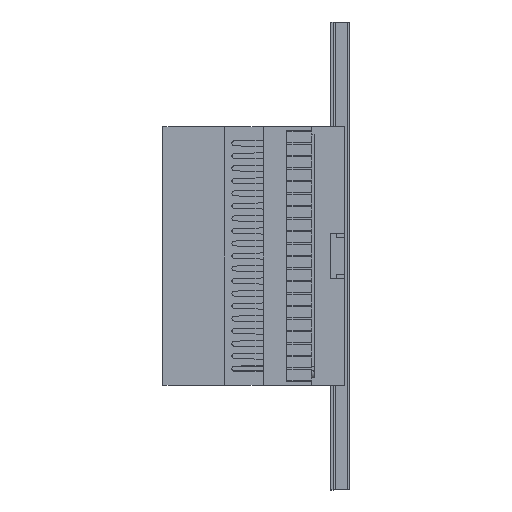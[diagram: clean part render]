
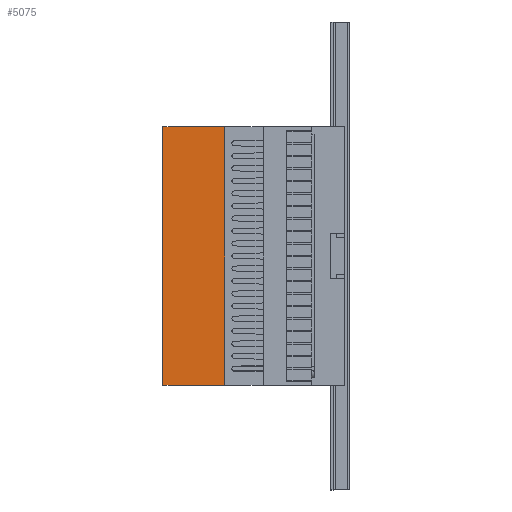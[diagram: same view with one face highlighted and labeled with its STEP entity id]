
A CAD part, left-side view. The second image highlights one B-rep face of the part: STEP entity #5075.
In plain terms, the highlighted face is planar.
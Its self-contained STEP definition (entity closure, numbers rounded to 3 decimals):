
#5075 = ADVANCED_FACE ( 'NONE', ( #40668 ), #27278, .F. ) ;
#6857 = CARTESIAN_POINT ( 'NONE',  ( 22.5, 60.3, -52.5 ) ) ;
#7732 = AXIS2_PLACEMENT_3D ( 'NONE', #45137, #59147, #26879 ) ;
#7749 = EDGE_LOOP ( 'NONE', ( #28676, #47615, #23601, #46049 ) ) ;
#7829 = VECTOR ( 'NONE', #12661, 1000. ) ;
#8020 = VERTEX_POINT ( 'NONE', #13898 ) ;
#8258 = LINE ( 'NONE', #6857, #14637 ) ;
#9393 = CARTESIAN_POINT ( 'NONE',  ( 22.5, 35.3, 52.5 ) ) ;
#10064 = VERTEX_POINT ( 'NONE', #9393 ) ;
#10446 = CARTESIAN_POINT ( 'NONE',  ( 22.5, 60.3, 52.5 ) ) ;
#11177 = LINE ( 'NONE', #36284, #58537 ) ;
#12661 = DIRECTION ( 'NONE',  ( 0., 0., -1. ) ) ;
#13898 = CARTESIAN_POINT ( 'NONE',  ( 22.5, 35.3, -52.5 ) ) ;
#14637 = VECTOR ( 'NONE', #43593, 1000. ) ;
#16662 = EDGE_CURVE ( 'NONE', #10064, #8020, #44465, .T. ) ;
#21228 = EDGE_CURVE ( 'NONE', #25464, #54673, #51734, .T. ) ;
#21396 = CARTESIAN_POINT ( 'NONE',  ( 22.5, 60.3, -52.5 ) ) ;
#22241 = DIRECTION ( 'NONE',  ( 0., -1., 0. ) ) ;
#22581 = DIRECTION ( 'NONE',  ( 0., 0., -1. ) ) ;
#23601 = ORIENTED_EDGE ( 'NONE', *, *, #21228, .F. ) ;
#25464 = VERTEX_POINT ( 'NONE', #10446 ) ;
#26879 = DIRECTION ( 'NONE',  ( 0., 0., 1. ) ) ;
#27278 = PLANE ( 'NONE',  #7732 ) ;
#28676 = ORIENTED_EDGE ( 'NONE', *, *, #16662, .T. ) ;
#30904 = CARTESIAN_POINT ( 'NONE',  ( 22.5, 35.3, -52.5 ) ) ;
#36284 = CARTESIAN_POINT ( 'NONE',  ( 22.5, 60.3, 52.5 ) ) ;
#40668 = FACE_OUTER_BOUND ( 'NONE', #7749, .T. ) ;
#43593 = DIRECTION ( 'NONE',  ( 0., -1., 0. ) ) ;
#44465 = LINE ( 'NONE', #30904, #7829 ) ;
#45137 = CARTESIAN_POINT ( 'NONE',  ( 22.5, 60.3, -52.5 ) ) ;
#46049 = ORIENTED_EDGE ( 'NONE', *, *, #50828, .T. ) ;
#47615 = ORIENTED_EDGE ( 'NONE', *, *, #58958, .F. ) ;
#50828 = EDGE_CURVE ( 'NONE', #25464, #10064, #11177, .T. ) ;
#51734 = LINE ( 'NONE', #54073, #56031 ) ;
#54073 = CARTESIAN_POINT ( 'NONE',  ( 22.5, 60.3, -52.5 ) ) ;
#54673 = VERTEX_POINT ( 'NONE', #21396 ) ;
#56031 = VECTOR ( 'NONE', #22581, 1000. ) ;
#58537 = VECTOR ( 'NONE', #22241, 1000. ) ;
#58958 = EDGE_CURVE ( 'NONE', #54673, #8020, #8258, .T. ) ;
#59147 = DIRECTION ( 'NONE',  ( -1., 0., 0. ) ) ;
